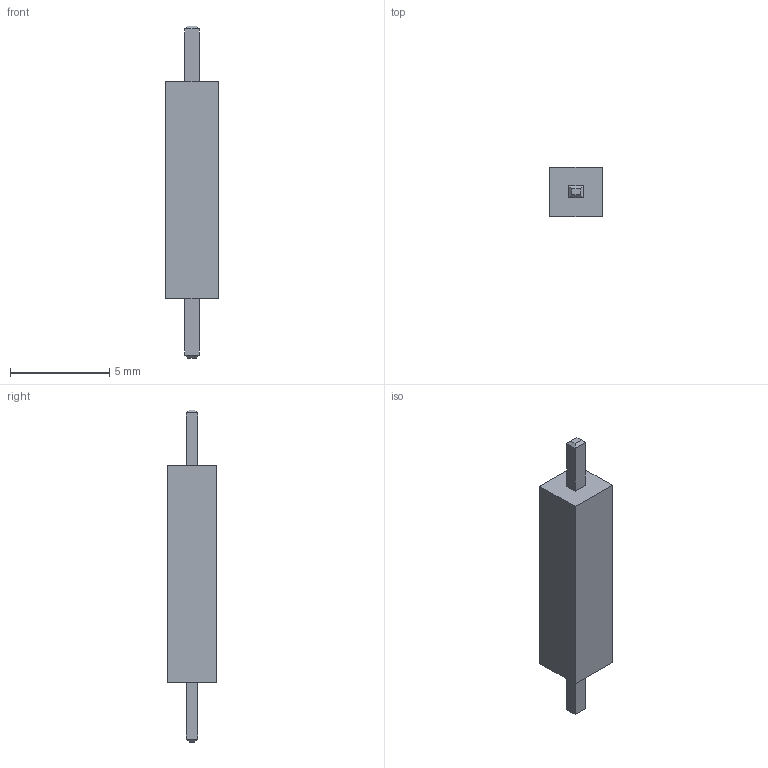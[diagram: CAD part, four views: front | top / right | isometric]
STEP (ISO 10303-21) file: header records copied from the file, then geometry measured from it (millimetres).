
FILE_DESCRIPTION(('FreeCAD Model'),'2;1');
FILE_NAME('Open CASCADE Shape Model','2022-01-15T14:13:57',( 'kicad StepUp'),('ksu MCAD'),'Open CASCADE STEP processor 7.5', 'FreeCAD','Unknown');
FILE_SCHEMA(('AUTOMOTIVE_DESIGN { 1 0 10303 214 1 1 1 1 }'));
Length unit declared in the file: millimetre
Products named in the file (1): filterStandoff
Bounding box: 2.64 x 2.5 x 16.75 mm (x, y, z)
Volume: 68.7 mm3; surface area: 169.7 mm2
Topology: 1 solids, 2 shells, 30 faces, 64 edges, 40 vertices
Faces by surface type: plane 30
Entity records: 931 total; most frequent: CARTESIAN_POINT 135, ORIENTED_EDGE 128, DIRECTION 126, EDGE_CURVE 64, LINE 64, VECTOR 64, VERTEX_POINT 40, FACE_BOUND 32
